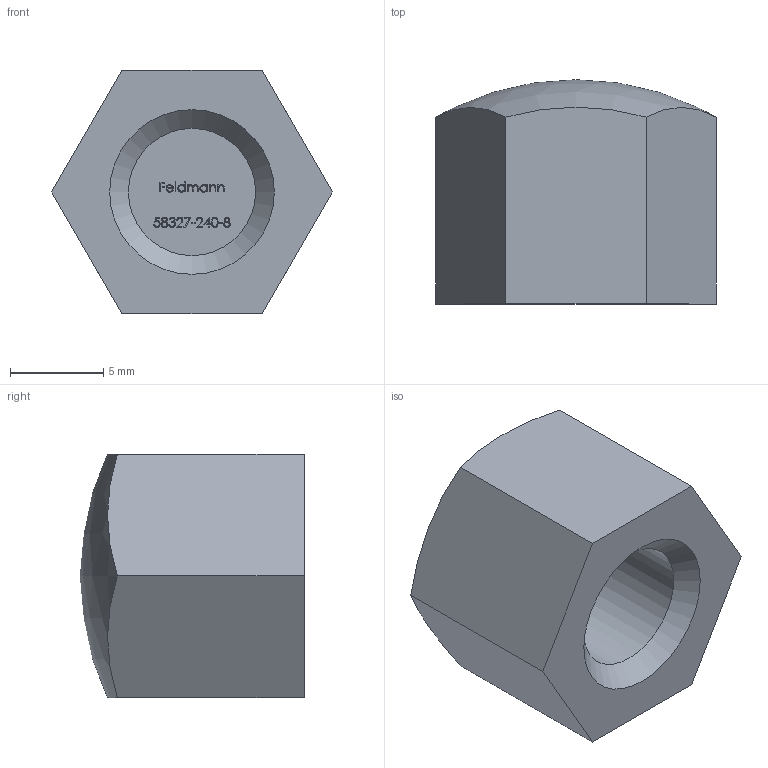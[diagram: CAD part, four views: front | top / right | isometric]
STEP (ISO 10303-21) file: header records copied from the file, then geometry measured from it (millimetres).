
FILE_DESCRIPTION (( 'STEP AP203' ), '1' );
FILE_NAME ('58327-240-8.step', '2021-12-13T10:13:22', ( '' ), ( '' ), 'SwSTEP 2.0', 'SolidWorks 2018', '' );
FILE_SCHEMA (( 'CONFIG_CONTROL_DESIGN' ));
Length unit declared in the file: millimetre
Products named in the file (2): 58327-240-8
Bounding box: 15.01 x 12 x 13 mm (x, y, z)
Volume: 1262.4 mm3; surface area: 973.7 mm2
Topology: 1 solids, 1 shells, 266 faces, 705 edges, 470 vertices
Faces by surface type: plane 138, bspline 125, sphere 1, cylinder 1, cone 1
Full cylindrical faces by diameter (mm): 6.8 x1
Entity records: 14992 total; most frequent: CARTESIAN_POINT 9092, ORIENTED_EDGE 1404, DIRECTION 747, EDGE_CURVE 702, VERTEX_POINT 469, VECTOR 443, LINE 443, EDGE_LOOP 297
